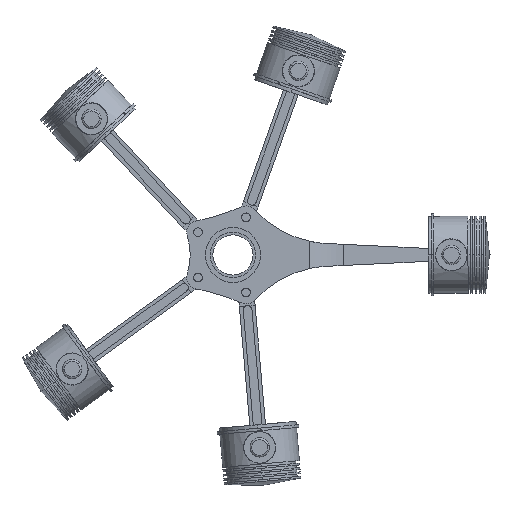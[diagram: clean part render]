
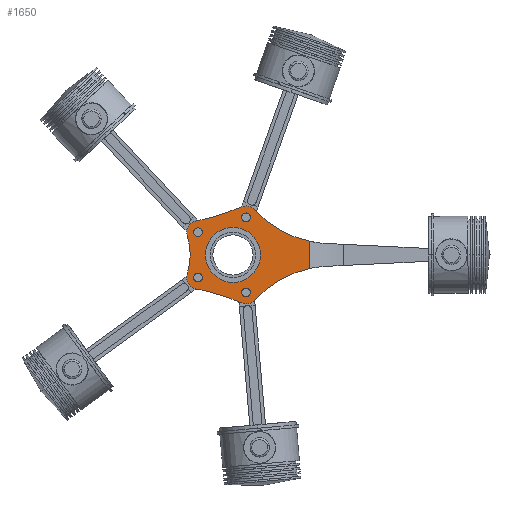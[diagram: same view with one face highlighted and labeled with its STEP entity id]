
A CAD part, front view. The second image highlights one B-rep face of the part: STEP entity #1650.
In plain terms, the highlighted planar face has unit normal (0, -1, 0).
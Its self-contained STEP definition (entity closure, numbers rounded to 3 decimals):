
#370=CARTESIAN_POINT('',(-40.,-35.,-26.));
#371=DIRECTION('',(0.,-1.,0.));
#372=DIRECTION('',(1.,0.,0.));
#373=AXIS2_PLACEMENT_3D('',#370,#371,#372);
#375=CARTESIAN_POINT('',(-40.,-35.,-26.));
#376=DIRECTION('',(0.,-1.,0.));
#377=DIRECTION('',(-1.,0.,0.));
#378=AXIS2_PLACEMENT_3D('',#375,#376,#377);
#380=CARTESIAN_POINT('',(-40.,-35.,26.));
#381=DIRECTION('',(0.,-1.,0.));
#382=DIRECTION('',(1.,0.,0.));
#383=AXIS2_PLACEMENT_3D('',#380,#381,#382);
#385=CARTESIAN_POINT('',(-40.,-35.,26.));
#386=DIRECTION('',(0.,-1.,0.));
#387=DIRECTION('',(-1.,0.,0.));
#388=AXIS2_PLACEMENT_3D('',#385,#386,#387);
#390=CARTESIAN_POINT('',(15.,-35.,-43.));
#391=DIRECTION('',(0.,-1.,0.));
#392=DIRECTION('',(1.,0.,0.));
#393=AXIS2_PLACEMENT_3D('',#390,#391,#392);
#395=CARTESIAN_POINT('',(15.,-35.,-43.));
#396=DIRECTION('',(0.,-1.,0.));
#397=DIRECTION('',(-1.,0.,0.));
#398=AXIS2_PLACEMENT_3D('',#395,#396,#397);
#400=CARTESIAN_POINT('',(15.,-35.,43.));
#401=DIRECTION('',(0.,-1.,0.));
#402=DIRECTION('',(1.,0.,0.));
#403=AXIS2_PLACEMENT_3D('',#400,#401,#402);
#405=CARTESIAN_POINT('',(15.,-35.,43.));
#406=DIRECTION('',(0.,-1.,0.));
#407=DIRECTION('',(-1.,0.,0.));
#408=AXIS2_PLACEMENT_3D('',#405,#406,#407);
#410=CARTESIAN_POINT('',(0.,-35.,0.));
#411=DIRECTION('',(0.,-1.,0.));
#412=DIRECTION('',(1.,0.,0.));
#413=AXIS2_PLACEMENT_3D('',#410,#411,#412);
#415=CARTESIAN_POINT('',(0.,-35.,0.));
#416=DIRECTION('',(0.,-1.,0.));
#417=DIRECTION('',(-1.,0.,0.));
#418=AXIS2_PLACEMENT_3D('',#415,#416,#417);
#420=CARTESIAN_POINT('',(113.116,-35.,133.178));
#421=DIRECTION('',(0.,-1.,0.));
#422=DIRECTION('',(-0.736,0.,-0.677));
#423=AXIS2_PLACEMENT_3D('',#420,#421,#422);
#425=DIRECTION('',(0.,0.,1.));
#426=VECTOR('',#425,31.354);
#427=CARTESIAN_POINT('',(87.492,-35.,-15.677));
#428=LINE('',#427,#426);
#429=CARTESIAN_POINT('',(113.116,-35.,-133.178));
#430=DIRECTION('',(0.,-1.,0.));
#431=DIRECTION('',(-0.213,0.,0.977));
#432=AXIS2_PLACEMENT_3D('',#429,#430,#431);
#434=CARTESIAN_POINT('',(15.,-35.,-43.));
#435=DIRECTION('',(0.,1.,0.));
#436=DIRECTION('',(0.736,0.,-0.677));
#437=AXIS2_PLACEMENT_3D('',#434,#435,#436);
#439=CARTESIAN_POINT('',(-95.239,-35.,-302.185));
#440=DIRECTION('',(0.,-1.,0.));
#441=DIRECTION('',(0.391,0.,0.92));
#442=AXIS2_PLACEMENT_3D('',#439,#440,#441);
#444=CARTESIAN_POINT('',(-40.,-35.,-26.));
#445=DIRECTION('',(0.,1.,0.));
#446=DIRECTION('',(-0.196,0.,-0.981));
#447=AXIS2_PLACEMENT_3D('',#444,#445,#446);
#449=CARTESIAN_POINT('',(-120.926,-35.,0.));
#450=DIRECTION('',(0.,-1.,0.));
#451=DIRECTION('',(0.952,0.,-0.306));
#452=AXIS2_PLACEMENT_3D('',#449,#450,#451);
#454=CARTESIAN_POINT('',(-40.,-35.,26.));
#455=DIRECTION('',(0.,1.,0.));
#456=DIRECTION('',(-0.952,0.,-0.306));
#457=AXIS2_PLACEMENT_3D('',#454,#455,#456);
#459=CARTESIAN_POINT('',(-95.239,-35.,302.185));
#460=DIRECTION('',(0.,-1.,0.));
#461=DIRECTION('',(0.196,0.,-0.981));
#462=AXIS2_PLACEMENT_3D('',#459,#460,#461);
#464=CARTESIAN_POINT('',(15.,-35.,43.));
#465=DIRECTION('',(0.,1.,0.));
#466=DIRECTION('',(-0.391,0.,0.92));
#467=AXIS2_PLACEMENT_3D('',#464,#465,#466);
#817=CARTESIAN_POINT('',(-35.,-35.,-26.));
#818=CARTESIAN_POINT('',(-45.,-35.,-26.));
#819=VERTEX_POINT('',#817);
#820=VERTEX_POINT('',#818);
#821=CARTESIAN_POINT('',(-35.,-35.,26.));
#822=CARTESIAN_POINT('',(-45.,-35.,26.));
#823=VERTEX_POINT('',#821);
#824=VERTEX_POINT('',#822);
#825=CARTESIAN_POINT('',(20.,-35.,-43.));
#826=CARTESIAN_POINT('',(10.,-35.,-43.));
#827=VERTEX_POINT('',#825);
#828=VERTEX_POINT('',#826);
#829=CARTESIAN_POINT('',(20.,-35.,43.));
#830=CARTESIAN_POINT('',(10.,-35.,43.));
#831=VERTEX_POINT('',#829);
#832=VERTEX_POINT('',#830);
#833=CARTESIAN_POINT('',(-42.55,-35.,-38.748));
#834=CARTESIAN_POINT('',(-52.377,-35.,-22.024));
#835=VERTEX_POINT('',#833);
#836=VERTEX_POINT('',#834);
#837=CARTESIAN_POINT('',(-52.377,-35.,22.024));
#838=VERTEX_POINT('',#837);
#839=CARTESIAN_POINT('',(-42.55,-35.,38.748));
#840=VERTEX_POINT('',#839);
#841=CARTESIAN_POINT('',(9.912,-35.,54.963));
#842=VERTEX_POINT('',#841);
#843=CARTESIAN_POINT('',(24.571,-35.,51.797));
#844=VERTEX_POINT('',#843);
#845=CARTESIAN_POINT('',(24.571,-35.,-51.797));
#846=CARTESIAN_POINT('',(9.912,-35.,-54.963));
#847=VERTEX_POINT('',#845);
#848=VERTEX_POINT('',#846);
#901=CARTESIAN_POINT('',(31.5,-35.,0.));
#902=CARTESIAN_POINT('',(-31.5,-35.,0.));
#903=VERTEX_POINT('',#901);
#904=VERTEX_POINT('',#902);
#911=CARTESIAN_POINT('',(87.492,-35.,15.677));
#912=VERTEX_POINT('',#911);
#913=CARTESIAN_POINT('',(87.492,-35.,-15.677));
#914=VERTEX_POINT('',#913);
#1600=CARTESIAN_POINT('',(0.,-35.,0.));
#1601=DIRECTION('',(0.,1.,0.));
#1602=DIRECTION('',(1.,0.,0.));
#1603=AXIS2_PLACEMENT_3D('',#1600,#1601,#1602);
#1604=PLANE('',#1603);
#1605=ORIENTED_EDGE('',*,*,#1257,.T.);
#1607=ORIENTED_EDGE('',*,*,#1606,.F.);
#1609=ORIENTED_EDGE('',*,*,#1608,.T.);
#1611=ORIENTED_EDGE('',*,*,#1610,.T.);
#1613=ORIENTED_EDGE('',*,*,#1612,.T.);
#1615=ORIENTED_EDGE('',*,*,#1614,.T.);
#1617=ORIENTED_EDGE('',*,*,#1616,.T.);
#1619=ORIENTED_EDGE('',*,*,#1618,.T.);
#1621=ORIENTED_EDGE('',*,*,#1620,.T.);
#1623=ORIENTED_EDGE('',*,*,#1622,.T.);
#1624=EDGE_LOOP('',(#1605,#1607,#1609,#1611,#1613,#1615,#1617,#1619,#1621,
#1623));
#1625=FACE_OUTER_BOUND('',#1624,.F.);
#1626=ORIENTED_EDGE('',*,*,#1460,.T.);
#1627=ORIENTED_EDGE('',*,*,#1487,.T.);
#1628=EDGE_LOOP('',(#1626,#1627));
#1629=FACE_BOUND('',#1628,.F.);
#1630=ORIENTED_EDGE('',*,*,#1568,.T.);
#1631=ORIENTED_EDGE('',*,*,#1594,.T.);
#1632=EDGE_LOOP('',(#1630,#1631));
#1633=FACE_BOUND('',#1632,.F.);
#1635=ORIENTED_EDGE('',*,*,#1634,.T.);
#1637=ORIENTED_EDGE('',*,*,#1636,.T.);
#1638=EDGE_LOOP('',(#1635,#1637));
#1639=FACE_BOUND('',#1638,.F.);
#1641=ORIENTED_EDGE('',*,*,#1640,.T.);
#1643=ORIENTED_EDGE('',*,*,#1642,.T.);
#1644=EDGE_LOOP('',(#1641,#1643));
#1645=FACE_BOUND('',#1644,.F.);
#1646=ORIENTED_EDGE('',*,*,#1349,.T.);
#1647=ORIENTED_EDGE('',*,*,#1377,.T.);
#1648=EDGE_LOOP('',(#1646,#1647));
#1649=FACE_BOUND('',#1648,.F.);
#1650=ADVANCED_FACE('',(#1625,#1629,#1633,#1639,#1645,#1649),#1604,.F.);
#374=CIRCLE('',#373,5.);
#379=CIRCLE('',#378,5.);
#384=CIRCLE('',#383,5.);
#389=CIRCLE('',#388,5.);
#394=CIRCLE('',#393,5.);
#399=CIRCLE('',#398,5.);
#404=CIRCLE('',#403,5.);
#409=CIRCLE('',#408,5.);
#414=CIRCLE('',#413,31.5);
#419=CIRCLE('',#418,31.5);
#424=CIRCLE('',#423,120.262);
#433=CIRCLE('',#432,120.262);
#438=CIRCLE('',#437,13.);
#443=CIRCLE('',#442,268.655);
#448=CIRCLE('',#447,13.);
#453=CIRCLE('',#452,72.);
#458=CIRCLE('',#457,13.);
#463=CIRCLE('',#462,268.655);
#468=CIRCLE('',#467,13.);
#1257=EDGE_CURVE('',#844,#912,#424,.T.);
#1349=EDGE_CURVE('',#819,#820,#374,.T.);
#1377=EDGE_CURVE('',#820,#819,#379,.T.);
#1460=EDGE_CURVE('',#823,#824,#384,.T.);
#1487=EDGE_CURVE('',#824,#823,#389,.T.);
#1568=EDGE_CURVE('',#827,#828,#394,.T.);
#1594=EDGE_CURVE('',#828,#827,#399,.T.);
#1606=EDGE_CURVE('',#914,#912,#428,.T.);
#1608=EDGE_CURVE('',#914,#847,#433,.T.);
#1610=EDGE_CURVE('',#847,#848,#438,.T.);
#1612=EDGE_CURVE('',#848,#835,#443,.T.);
#1614=EDGE_CURVE('',#835,#836,#448,.T.);
#1616=EDGE_CURVE('',#836,#838,#453,.T.);
#1618=EDGE_CURVE('',#838,#840,#458,.T.);
#1620=EDGE_CURVE('',#840,#842,#463,.T.);
#1622=EDGE_CURVE('',#842,#844,#468,.T.);
#1634=EDGE_CURVE('',#831,#832,#404,.T.);
#1636=EDGE_CURVE('',#832,#831,#409,.T.);
#1640=EDGE_CURVE('',#903,#904,#414,.T.);
#1642=EDGE_CURVE('',#904,#903,#419,.T.);
